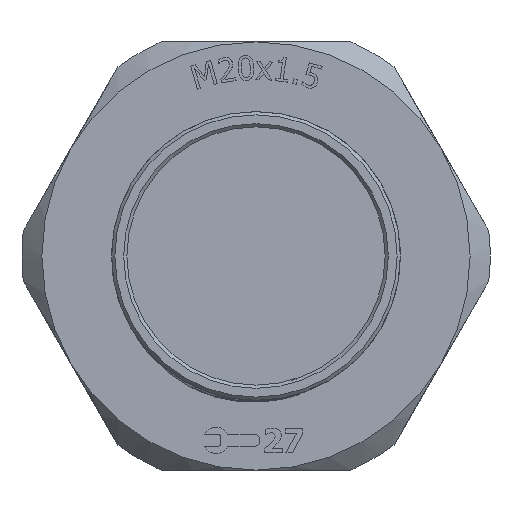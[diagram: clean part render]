
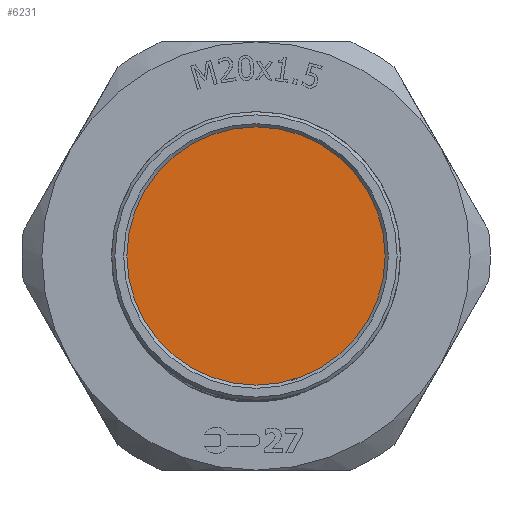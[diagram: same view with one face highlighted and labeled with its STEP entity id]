
A CAD part, front view. The second image highlights one B-rep face of the part: STEP entity #6231.
In plain terms, the highlighted planar face has unit normal (0, -1, 0).
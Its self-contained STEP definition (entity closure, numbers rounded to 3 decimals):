
#164=PLANE('',#6603);
#396=FACE_OUTER_BOUND('',#737,.T.);
#737=EDGE_LOOP('',(#4116));
#1100=CIRCLE('',#6604,8.05);
#2587=VERTEX_POINT('',#12618);
#3195=EDGE_CURVE('',#2587,#2587,#1100,.T.);
#4116=ORIENTED_EDGE('',*,*,#3195,.T.);
#6231=ADVANCED_FACE('',(#396),#164,.F.);
#6603=AXIS2_PLACEMENT_3D('',#12617,#6979,#6980);
#6604=AXIS2_PLACEMENT_3D('',#12619,#6981,#6982);
#6979=DIRECTION('center_axis',(0.,1.,0.));
#6980=DIRECTION('ref_axis',(0.,0.,1.));
#6981=DIRECTION('center_axis',(0.,-1.,0.));
#6982=DIRECTION('ref_axis',(0.,0.,1.));
#12617=CARTESIAN_POINT('Origin',(-5.887,-14.284,-0.8));
#12618=CARTESIAN_POINT('',(-5.576,-14.284,-8.05));
#12619=CARTESIAN_POINT('Origin',(-5.576,-14.284,0.));
